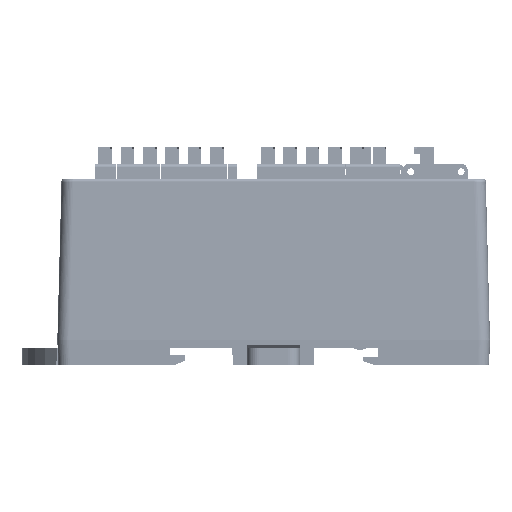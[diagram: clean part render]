
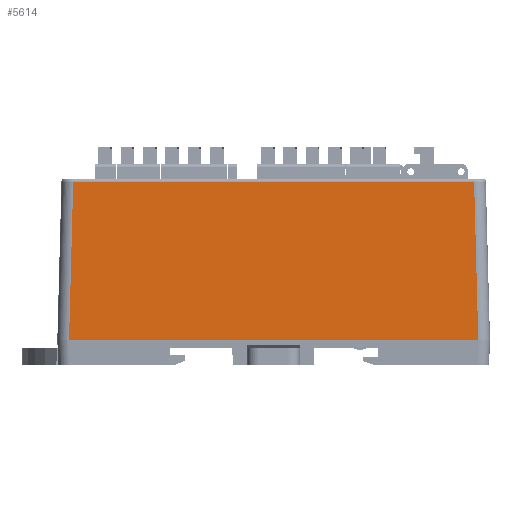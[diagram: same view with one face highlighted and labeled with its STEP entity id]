
A CAD part, left-side view. The second image highlights one B-rep face of the part: STEP entity #5614.
In plain terms, the highlighted planar face has unit normal (-1, 0, 0.026).
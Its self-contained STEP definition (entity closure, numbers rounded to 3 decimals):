
#1889=FACE_OUTER_BOUND('',#17583,.T.);
#5614=ADVANCED_FACE('',(#1889),#10088,.T.);
#10088=PLANE('',#85314);
#17583=EDGE_LOOP('',(#24340,#24341,#24342,#24343));
#24340=ORIENTED_EDGE('',*,*,#55792,.T.);
#24341=ORIENTED_EDGE('',*,*,#55772,.T.);
#24342=ORIENTED_EDGE('',*,*,#55793,.F.);
#24343=ORIENTED_EDGE('',*,*,#55794,.T.);
#47713=VERTEX_POINT('',#116530);
#47714=VERTEX_POINT('',#116545);
#47727=VERTEX_POINT('',#116601);
#47728=VERTEX_POINT('',#116603);
#55772=EDGE_CURVE('',#47713,#47714,#67548,.T.);
#55792=EDGE_CURVE('',#47727,#47713,#67559,.T.);
#55793=EDGE_CURVE('',#47728,#47714,#67560,.T.);
#55794=EDGE_CURVE('',#47728,#47727,#67561,.T.);
#67548=LINE('',#116544,#76831);
#67559=LINE('',#116600,#76842);
#67560=LINE('',#116602,#76843);
#67561=LINE('',#116604,#76844);
#76831=VECTOR('',#92995,1.);
#76842=VECTOR('',#93034,1.);
#76843=VECTOR('',#93035,1.);
#76844=VECTOR('',#93036,1.);
#85314=AXIS2_PLACEMENT_3D('',#116605,#93037,#93038);
#92995=DIRECTION('',(-0.026,0.026,-0.999));
#93034=DIRECTION('',(0.,1.,0.));
#93035=DIRECTION('',(0.,1.,0.));
#93036=DIRECTION('',(0.026,0.026,0.999));
#93037=DIRECTION('',(-1.,0.,0.026));
#93038=DIRECTION('',(0.026,0.,1.));
#116530=CARTESIAN_POINT('',(-781.514,74.827,-38.007));
#116544=CARTESIAN_POINT('',(-782.262,75.575,-66.572));
#116545=CARTESIAN_POINT('',(-782.221,75.535,-65.02));
#116600=CARTESIAN_POINT('',(-781.514,71.361,-38.007));
#116601=CARTESIAN_POINT('',(-781.514,6.544,-38.007));
#116602=CARTESIAN_POINT('',(-782.221,68.386,-65.02));
#116603=CARTESIAN_POINT('',(-782.221,5.837,-65.02));
#116604=CARTESIAN_POINT('',(-782.204,5.854,-64.348));
#116605=CARTESIAN_POINT('',(-782.227,41.186,-65.22));
